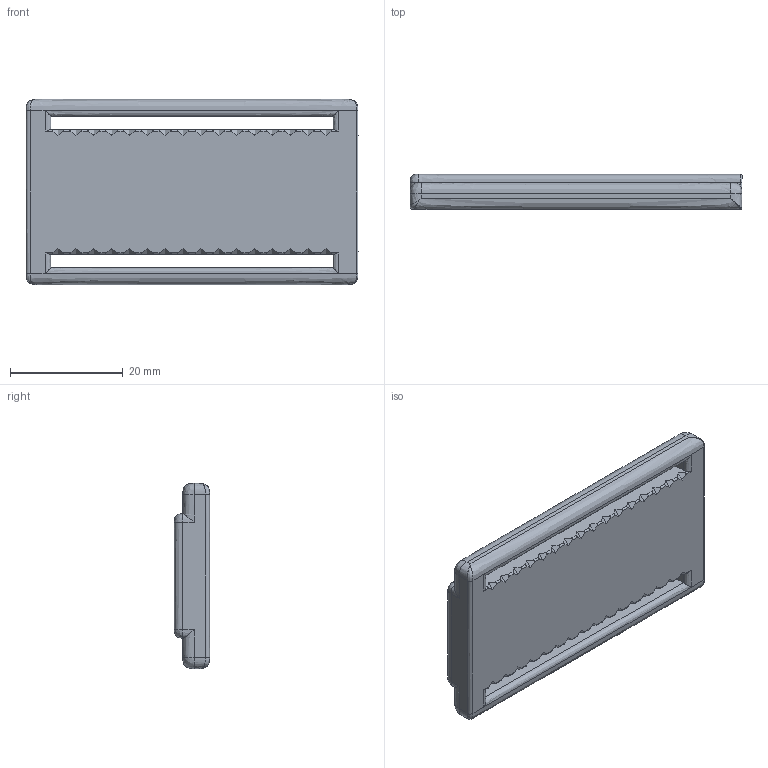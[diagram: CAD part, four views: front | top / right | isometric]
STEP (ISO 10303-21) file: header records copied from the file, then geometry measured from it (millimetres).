
FILE_DESCRIPTION (( 'STEP AP214' ), '1' );
FILE_NAME ('FuiminiCase.STEP', '2024-11-03T22:03:31', ( '' ), ( '' ), 'ZCSTEP 2.0', 'Zero Cool', '' );
FILE_SCHEMA (( 'UwU' ));
Length unit declared in the file: millimetre
Products named in the file (1): FuiminiCase
Bounding box: 58.8 x 6.24 x 32.8 mm (x, y, z)
Volume: 4362.1 mm3; surface area: 10132.7 mm2
Topology: 2 solids, 2 shells, 321 faces, 916 edges, 592 vertices
Faces by surface type: plane 209, cylinder 76, bspline 36
Entity records: 14000 total; most frequent: CARTESIAN_POINT 6522, ORIENTED_EDGE 1824, DIRECTION 1164, EDGE_CURVE 912, VERTEX_POINT 592, LINE 556, VECTOR 556, EDGE_LOOP 330
